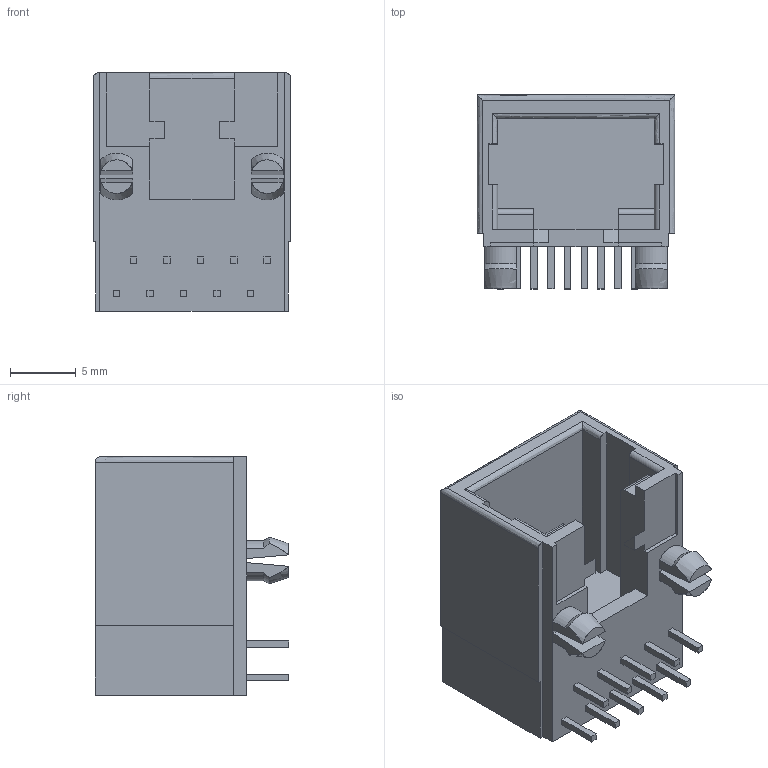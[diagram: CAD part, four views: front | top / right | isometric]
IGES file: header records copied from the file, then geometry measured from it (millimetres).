
Start section: SolidWorks IGES file using analytic representation for surfaces
Global section: file name: GMX-N-1010_rA.IGS; native system: SolidWorks 2020; preprocessor: SolidWorks 2020; author: Garrett; date: 200313.113811; units: millimetre
Bounding box: 15 x 14.7 x 18.1 mm (x, y, z)
Surface area: 1896.7 mm2 (no closed solid volume)
Topology: 0 solids, 0 shells, 138 faces, 848 edges, 848 vertices
Faces by surface type: bspline 116, revolution 22
